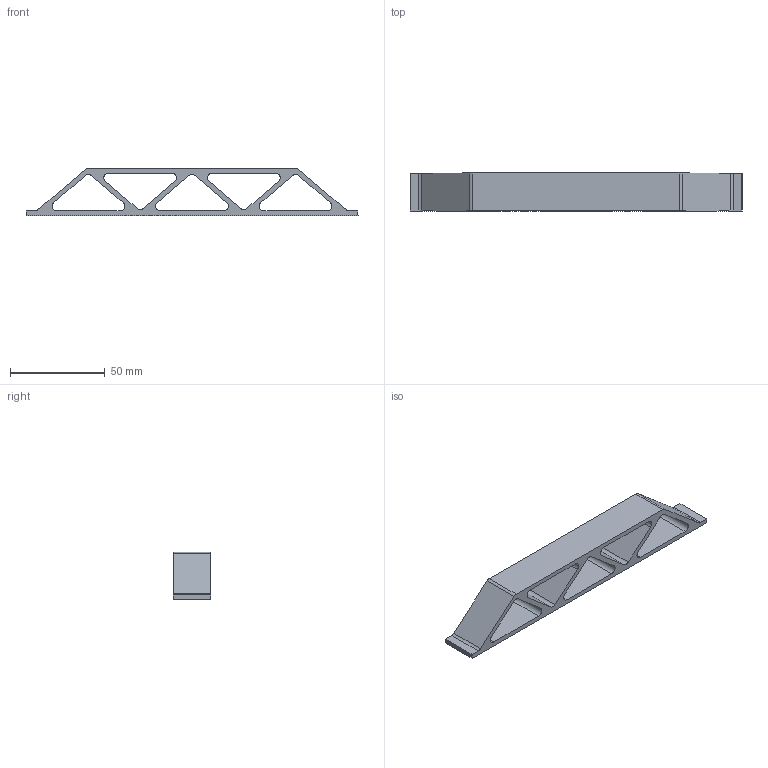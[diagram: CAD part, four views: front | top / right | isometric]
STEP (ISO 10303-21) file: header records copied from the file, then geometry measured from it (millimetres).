
FILE_DESCRIPTION(/* description */ (''),/* implementation_level */ '2;1');
FILE_NAME(/* name */ 'beam v2.step',/* time_stamp */ '2024-02-28T18:21:53-05:00',/* author */ (''),/* organization */ (''),/* preprocessor_version */ 'ST-DEVELOPER v20',/* originating_system */ 'Autodesk Translation Framework v12.20.1.177',/* authorisation */ '');
FILE_SCHEMA (('AUTOMOTIVE_DESIGN { 1 0 10303 214 3 1 1 }'));
Length unit declared in the file: millimetre
Products named in the file (1): beam2
Bounding box: 175 x 20 x 25 mm (x, y, z)
Volume: 25659.9 mm3; surface area: 19278 mm2
Topology: 1 solids, 1 shells, 44 faces, 126 edges, 84 vertices
Faces by surface type: plane 25, cylinder 19
Entity records: 1501 total; most frequent: CARTESIAN_POINT 255, DIRECTION 254, ORIENTED_EDGE 252, EDGE_CURVE 126, LINE 88, VECTOR 88, VERTEX_POINT 84, AXIS2_PLACEMENT_3D 83
